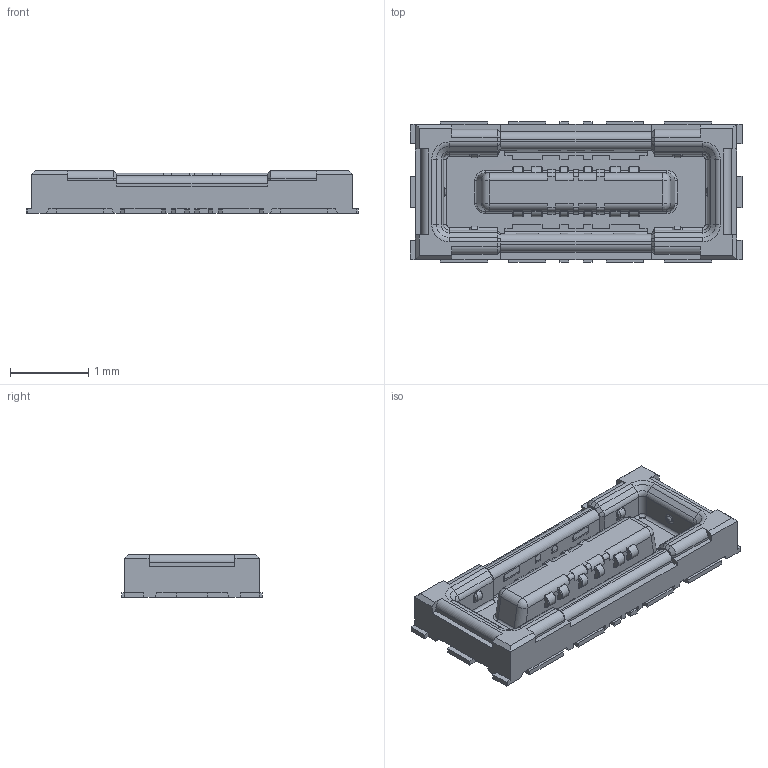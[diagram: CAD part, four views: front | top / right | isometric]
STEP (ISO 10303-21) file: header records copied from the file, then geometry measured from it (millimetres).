
FILE_DESCRIPTION((''),'2;1');
FILE_NAME('BB0043R04A_3D_20240721','2025-07-10T14:50:26',('eng801'),(''),'CREO PARAMETRIC BY PTC INC, 2019010','CREO PARAMETRIC BY PTC INC, 2019010','');
FILE_SCHEMA(('AUTOMOTIVE_DESIGN { 1 0 10303 214 1 1 1 1 }'));
Length unit declared in the file: millimetre
Products named in the file (1): BB0043R04A_3D_20240721
Bounding box: 4.25 x 1.8 x 0.55 mm (x, y, z)
Volume: 2.5 mm3; surface area: 27.7 mm2
Topology: 1 solids, 3 shells, 715 faces, 2002 edges, 1292 vertices
Faces by surface type: plane 444, cylinder 170, cone 52, torus 34, bspline 11, sphere 4
Entity records: 23827 total; most frequent: CARTESIAN_POINT 5215, ORIENTED_EDGE 3884, DIRECTION 3728, EDGE_CURVE 1942, VECTOR 1358, LINE 1358, VERTEX_POINT 1236, AXIS2_PLACEMENT_3D 1185
